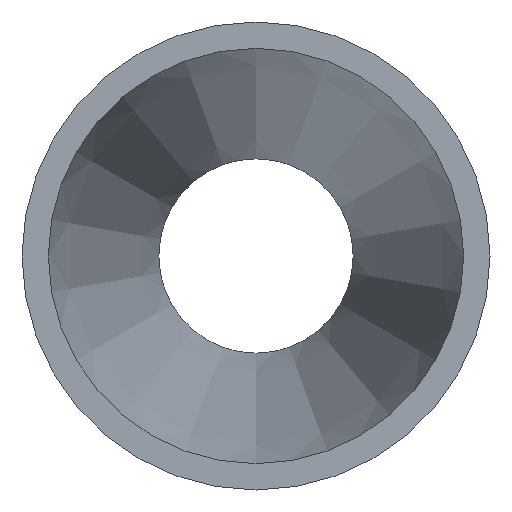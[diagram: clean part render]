
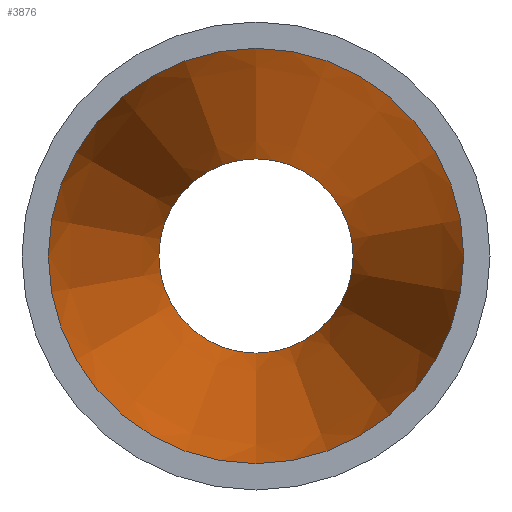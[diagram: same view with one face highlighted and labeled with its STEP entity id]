
A CAD part, front view. The second image highlights one B-rep face of the part: STEP entity #3876.
In plain terms, the highlighted conical face has half-angle 9.648 degrees and reference radius 15.971 mm.
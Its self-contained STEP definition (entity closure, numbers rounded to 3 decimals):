
#873 = VERTEX_POINT ( 'NONE', #17168 ) ;
#1394 = EDGE_CURVE ( 'NONE', #10977, #10977, #7427, .T. ) ;
#2282 = EDGE_LOOP ( 'NONE', ( #17762 ) ) ;
#2953 = CARTESIAN_POINT ( 'NONE',  ( 0., 0., 0. ) ) ;
#3523 = ORIENTED_EDGE ( 'NONE', *, *, #10018, .T. ) ;
#3876 = ADVANCED_FACE ( 'NONE', ( #14098, #7128 ), #16536, .F. ) ;
#4008 = CARTESIAN_POINT ( 'NONE',  ( 0., 50., -7.471 ) ) ;
#4246 = EDGE_LOOP ( 'NONE', ( #3523 ) ) ;
#6687 = DIRECTION ( 'NONE',  ( 0., 0., -1. ) ) ;
#7128 = FACE_OUTER_BOUND ( 'NONE', #4246, .T. ) ;
#7427 = CIRCLE ( 'NONE', #17866, 7.471 ) ;
#8666 = DIRECTION ( 'NONE',  ( 0., 0., -1. ) ) ;
#10018 = EDGE_CURVE ( 'NONE', #873, #873, #11702, .T. ) ;
#10977 = VERTEX_POINT ( 'NONE', #4008 ) ;
#11702 = CIRCLE ( 'NONE', #18675, 15.971 ) ;
#13743 = DIRECTION ( 'NONE',  ( 0., -1., 0. ) ) ;
#13747 = AXIS2_PLACEMENT_3D ( 'NONE', #15727, #17356, #8666 ) ;
#14098 = FACE_BOUND ( 'NONE', #2282, .T. ) ;
#14961 = CARTESIAN_POINT ( 'NONE',  ( 0., 50., 0. ) ) ;
#15727 = CARTESIAN_POINT ( 'NONE',  ( 0., 0., 0. ) ) ;
#16536 = CONICAL_SURFACE ( 'NONE', #13747, 15.971, 0.168 ) ;
#17168 = CARTESIAN_POINT ( 'NONE',  ( 0., 0., -15.971 ) ) ;
#17356 = DIRECTION ( 'NONE',  ( 0., -1., 0. ) ) ;
#17746 = DIRECTION ( 'NONE',  ( 0., -1., 0. ) ) ;
#17762 = ORIENTED_EDGE ( 'NONE', *, *, #1394, .F. ) ;
#17866 = AXIS2_PLACEMENT_3D ( 'NONE', #14961, #13743, #6687 ) ;
#18675 = AXIS2_PLACEMENT_3D ( 'NONE', #2953, #17746, #19290 ) ;
#19290 = DIRECTION ( 'NONE',  ( 0., 0., -1. ) ) ;
